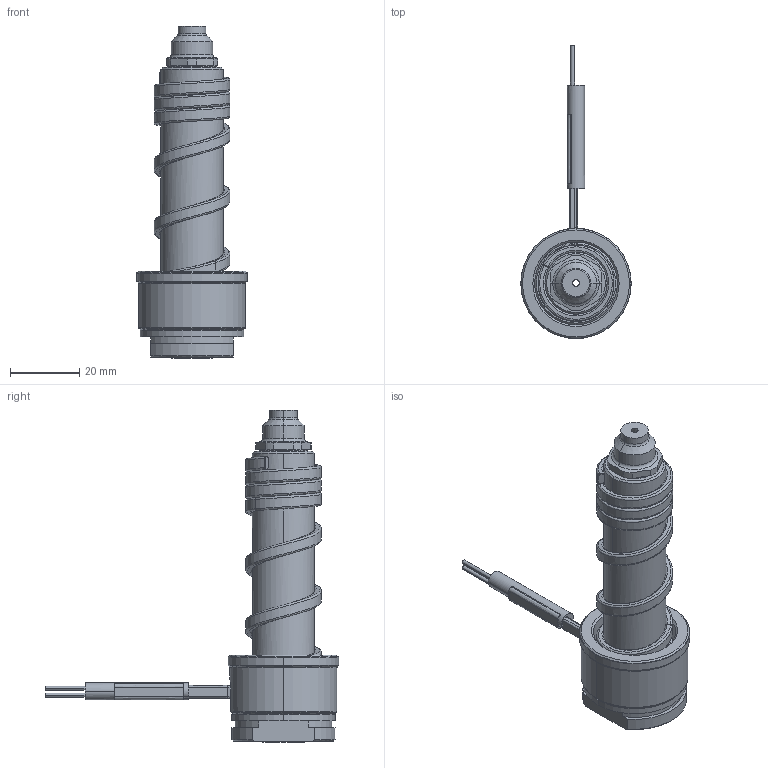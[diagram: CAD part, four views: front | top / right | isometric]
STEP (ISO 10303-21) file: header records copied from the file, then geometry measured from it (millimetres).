
FILE_DESCRIPTION((''),'2;1');
FILE_NAME('SM-96-CKG','2014-03-13T',('Íàòàëüÿ'),('IMID'),'PRO/ENGINEER BY PARAMETRIC TECHNOLOGY CORPORATION, 2010180','PRO/ENGINEER BY PARAMETRIC TECHNOLOGY CORPORATION, 2010180','');
FILE_SCHEMA(('CONFIG_CONTROL_DESIGN'));
Length unit declared in the file: millimetre
Products named in the file (1): SM-96-CKG
Bounding box: 32 x 85 x 96.2 mm (x, y, z)
Volume: 33006.4 mm3; surface area: 17624.8 mm2
Topology: 1 solids, 7 shells, 302 faces, 774 edges, 460 vertices
Faces by surface type: cylinder 103, bspline 58, cone 52, plane 51, torus 22, revolution 9, extrusion 7
Entity records: 16331 total; most frequent: CARTESIAN_POINT 9357, ORIENTED_EDGE 1508, DIRECTION 1354, EDGE_CURVE 766, AXIS2_PLACEMENT_3D 536, VERTEX_POINT 460, EDGE_LOOP 322, CIRCLE 307
